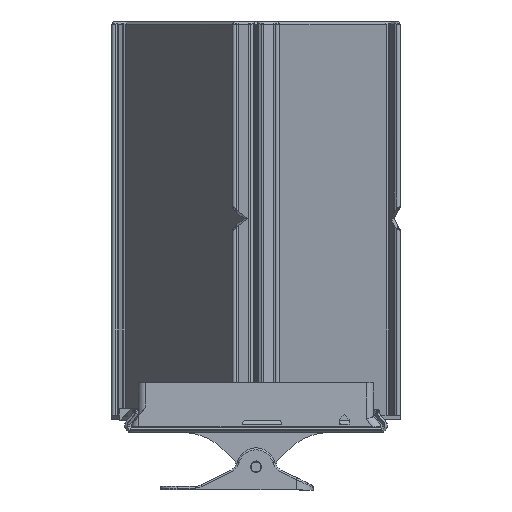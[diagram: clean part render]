
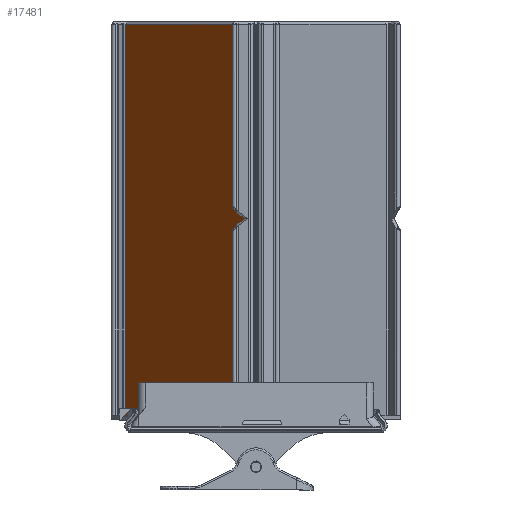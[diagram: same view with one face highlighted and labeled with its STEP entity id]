
A CAD part, left-side view. The second image highlights one B-rep face of the part: STEP entity #17481.
In plain terms, the highlighted planar face has unit normal (-0.5, 0.866, 0).
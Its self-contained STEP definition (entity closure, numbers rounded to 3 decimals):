
#1751=FACE_OUTER_BOUND('',#2837,.T.);
#2837=EDGE_LOOP('',(#14094,#14095,#14096,#14097));
#4396=LINE('',#28131,#6246);
#4399=LINE('',#28138,#6249);
#4402=LINE('',#28144,#6252);
#4403=LINE('',#28145,#6253);
#6246=VECTOR('',#22676,10.);
#6249=VECTOR('',#22683,10.);
#6252=VECTOR('',#22688,10.);
#6253=VECTOR('',#22689,10.);
#7988=VERTEX_POINT('',#28123);
#7990=VERTEX_POINT('',#28129);
#7992=VERTEX_POINT('',#28137);
#7994=VERTEX_POINT('',#28143);
#10122=EDGE_CURVE('',#7990,#7988,#4396,.T.);
#10125=EDGE_CURVE('',#7992,#7988,#4399,.F.);
#10128=EDGE_CURVE('',#7994,#7990,#4402,.F.);
#10129=EDGE_CURVE('',#7992,#7994,#4403,.F.);
#14094=ORIENTED_EDGE('',*,*,#10122,.F.);
#14095=ORIENTED_EDGE('',*,*,#10128,.F.);
#14096=ORIENTED_EDGE('',*,*,#10129,.F.);
#14097=ORIENTED_EDGE('',*,*,#10125,.T.);
#16584=PLANE('',#18919);
#17481=ADVANCED_FACE('',(#1751),#16584,.T.);
#18919=AXIS2_PLACEMENT_3D('',#28142,#22686,#22687);
#22676=DIRECTION('',(-0.866,-0.5,0.));
#22683=DIRECTION('',(0.,0.,-1.));
#22686=DIRECTION('center_axis',(-0.5,0.866,0.));
#22687=DIRECTION('ref_axis',(-0.866,-0.5,0.));
#22688=DIRECTION('',(0.,0.,-1.));
#22689=DIRECTION('',(-0.866,-0.5,0.));
#28123=CARTESIAN_POINT('',(383.019,36.455,209.9));
#28129=CARTESIAN_POINT('',(495.781,101.559,209.9));
#28131=CARTESIAN_POINT('',(467.546,85.257,209.9));
#28137=CARTESIAN_POINT('',(383.019,36.455,6.1));
#28138=CARTESIAN_POINT('',(383.019,36.455,6.1));
#28142=CARTESIAN_POINT('Origin',(495.692,101.507,6.1));
#28143=CARTESIAN_POINT('',(495.781,101.559,6.1));
#28144=CARTESIAN_POINT('',(495.781,101.559,6.1));
#28145=CARTESIAN_POINT('',(467.546,85.257,6.1));
